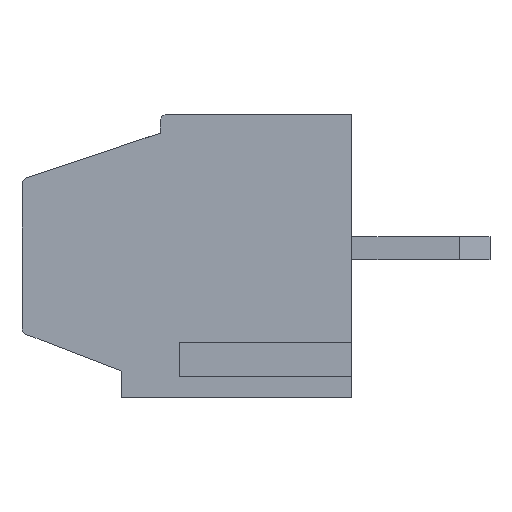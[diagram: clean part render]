
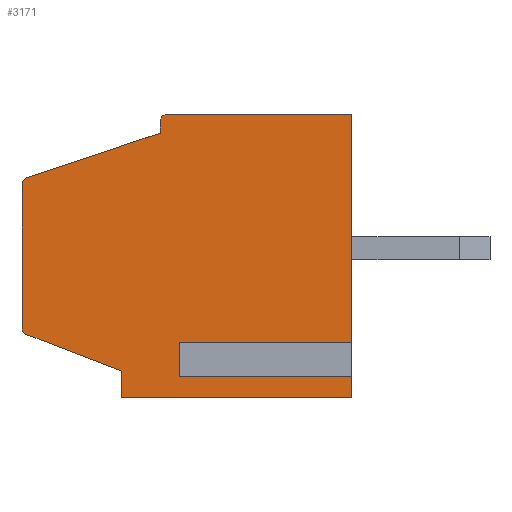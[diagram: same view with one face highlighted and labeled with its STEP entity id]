
A CAD part, left-side view. The second image highlights one B-rep face of the part: STEP entity #3171.
In plain terms, the highlighted planar face has unit normal (-1, 0, 0).
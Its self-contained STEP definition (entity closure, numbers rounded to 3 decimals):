
#116 = VERTEX_POINT ( 'NONE', #23131 ) ;
#1036 = CARTESIAN_POINT ( 'NONE',  ( 0., 4.5, 0.732 ) ) ;
#1141 = CARTESIAN_POINT ( 'NONE',  ( 0., 5., 6.9 ) ) ;
#1159 = CARTESIAN_POINT ( 'NONE',  ( 0., 0., 1.268 ) ) ;
#1278 = VECTOR ( 'NONE', #10874, 1000. ) ;
#1317 = DIRECTION ( 'NONE',  ( 0., -1., 0. ) ) ;
#1642 = VERTEX_POINT ( 'NONE', #13015 ) ;
#1652 = ORIENTED_EDGE ( 'NONE', *, *, #23558, .T. ) ;
#2131 = DIRECTION ( 'NONE',  ( 0., 0., 1. ) ) ;
#2370 = LINE ( 'NONE', #23061, #9966 ) ;
#2486 = VERTEX_POINT ( 'NONE', #13697 ) ;
#2508 = VECTOR ( 'NONE', #30442, 1000. ) ;
#3171 = ADVANCED_FACE ( 'NONE', ( #6333 ), #24319, .F. ) ;
#3532 = ORIENTED_EDGE ( 'NONE', *, *, #5648, .F. ) ;
#3765 = ORIENTED_EDGE ( 'NONE', *, *, #8093, .F. ) ;
#3822 = VECTOR ( 'NONE', #1317, 1000. ) ;
#3937 = AXIS2_PLACEMENT_3D ( 'NONE', #26885, #9056, #19341 ) ;
#4286 = DIRECTION ( 'NONE',  ( 0., 0.933, 0.359 ) ) ;
#4571 = DIRECTION ( 'NONE',  ( 0., -1., 0. ) ) ;
#4642 = CARTESIAN_POINT ( 'NONE',  ( 0., 0., 7.4 ) ) ;
#4941 = ORIENTED_EDGE ( 'NONE', *, *, #15843, .F. ) ;
#5621 = VERTEX_POINT ( 'NONE', #15018 ) ;
#5648 = EDGE_CURVE ( 'NONE', #5621, #12110, #25550, .T. ) ;
#6333 = FACE_OUTER_BOUND ( 'NONE', #26390, .T. ) ;
#6765 = ORIENTED_EDGE ( 'NONE', *, *, #26053, .T. ) ;
#7220 = LINE ( 'NONE', #24867, #18972 ) ;
#7344 = LINE ( 'NONE', #15460, #30981 ) ;
#8093 = EDGE_CURVE ( 'NONE', #2486, #28587, #7344, .T. ) ;
#8131 = VERTEX_POINT ( 'NONE', #30534 ) ;
#8562 = ORIENTED_EDGE ( 'NONE', *, *, #21611, .F. ) ;
#8588 = EDGE_CURVE ( 'NONE', #116, #29645, #13420, .T. ) ;
#8681 = DIRECTION ( 'NONE',  ( -1., 0., 0. ) ) ;
#9056 = DIRECTION ( 'NONE',  ( -1., 0., 0. ) ) ;
#9205 = CARTESIAN_POINT ( 'NONE',  ( 0., 0., 7.4 ) ) ;
#9966 = VECTOR ( 'NONE', #4571, 1000. ) ;
#10643 = CARTESIAN_POINT ( 'NONE',  ( 0., 6., 0.7 ) ) ;
#10874 = DIRECTION ( 'NONE',  ( 0., -1., 0. ) ) ;
#11008 = CARTESIAN_POINT ( 'NONE',  ( 0., 0., 0.732 ) ) ;
#11481 = EDGE_CURVE ( 'NONE', #28303, #21890, #33026, .T. ) ;
#11771 = CARTESIAN_POINT ( 'NONE',  ( 0., 8.6, 7.4 ) ) ;
#12110 = VERTEX_POINT ( 'NONE', #29037 ) ;
#12463 = AXIS2_PLACEMENT_3D ( 'NONE', #24215, #29130, #31840 ) ;
#12596 = EDGE_CURVE ( 'NONE', #24358, #12110, #14612, .T. ) ;
#13015 = CARTESIAN_POINT ( 'NONE',  ( 0., 4.5, 0.732 ) ) ;
#13089 = CARTESIAN_POINT ( 'NONE',  ( 0., 8.6, 5.7 ) ) ;
#13420 = LINE ( 'NONE', #23778, #1278 ) ;
#13697 = CARTESIAN_POINT ( 'NONE',  ( 0., 4.8, 7.4 ) ) ;
#13712 = CIRCLE ( 'NONE', #3937, 0.2 ) ;
#13785 = LINE ( 'NONE', #9205, #17009 ) ;
#13945 = ORIENTED_EDGE ( 'NONE', *, *, #27778, .T. ) ;
#13953 = EDGE_CURVE ( 'NONE', #27900, #26870, #29441, .T. ) ;
#14113 = ORIENTED_EDGE ( 'NONE', *, *, #19897, .F. ) ;
#14612 = CIRCLE ( 'NONE', #12463, 0.2 ) ;
#15018 = CARTESIAN_POINT ( 'NONE',  ( 0., 8.6, 1.837 ) ) ;
#15460 = CARTESIAN_POINT ( 'NONE',  ( 0., 8.6, 7.4 ) ) ;
#15738 = ORIENTED_EDGE ( 'NONE', *, *, #12596, .T. ) ;
#15843 = EDGE_CURVE ( 'NONE', #24358, #28303, #20881, .T. ) ;
#15860 = EDGE_CURVE ( 'NONE', #5621, #8131, #26101, .T. ) ;
#16179 = VECTOR ( 'NONE', #4286, 1000. ) ;
#16582 = ORIENTED_EDGE ( 'NONE', *, *, #13953, .T. ) ;
#17009 = VECTOR ( 'NONE', #19329, 1000. ) ;
#17507 = DIRECTION ( 'NONE',  ( 0., 0., 1. ) ) ;
#17896 = EDGE_CURVE ( 'NONE', #1642, #32228, #2370, .T. ) ;
#17960 = CARTESIAN_POINT ( 'NONE',  ( 0., 8.463, 5.746 ) ) ;
#18972 = VECTOR ( 'NONE', #17507, 1000. ) ;
#19329 = DIRECTION ( 'NONE',  ( 0., 0., 1. ) ) ;
#19341 = DIRECTION ( 'NONE',  ( 0., 0., -1. ) ) ;
#19353 = DIRECTION ( 'NONE',  ( 1., 0., 0. ) ) ;
#19609 = ORIENTED_EDGE ( 'NONE', *, *, #17896, .F. ) ;
#19897 = EDGE_CURVE ( 'NONE', #27900, #1642, #22201, .T. ) ;
#19926 = ORIENTED_EDGE ( 'NONE', *, *, #33558, .F. ) ;
#20067 = CARTESIAN_POINT ( 'NONE',  ( 0., 5., 6.9 ) ) ;
#20881 = LINE ( 'NONE', #13089, #25555 ) ;
#21611 = EDGE_CURVE ( 'NONE', #116, #25926, #30990, .T. ) ;
#21890 = VERTEX_POINT ( 'NONE', #29737 ) ;
#21970 = VECTOR ( 'NONE', #24786, 1000. ) ;
#22201 = LINE ( 'NONE', #1036, #21970 ) ;
#23061 = CARTESIAN_POINT ( 'NONE',  ( 0., 5.53, 0.732 ) ) ;
#23131 = CARTESIAN_POINT ( 'NONE',  ( 0., 6., 0. ) ) ;
#23558 = EDGE_CURVE ( 'NONE', #29645, #32228, #7220, .T. ) ;
#23668 = CARTESIAN_POINT ( 'NONE',  ( 0., 6., 0.7 ) ) ;
#23778 = CARTESIAN_POINT ( 'NONE',  ( 0., 8.6, 0. ) ) ;
#23904 = VECTOR ( 'NONE', #2131, 1000. ) ;
#24215 = CARTESIAN_POINT ( 'NONE',  ( 0., 8.4, 5.556 ) ) ;
#24319 = PLANE ( 'NONE',  #25457 ) ;
#24358 = VERTEX_POINT ( 'NONE', #17960 ) ;
#24669 = CARTESIAN_POINT ( 'NONE',  ( 0., 8.6, 1.7 ) ) ;
#24704 = VECTOR ( 'NONE', #28633, 1000. ) ;
#24786 = DIRECTION ( 'NONE',  ( 0., 0., -1. ) ) ;
#24867 = CARTESIAN_POINT ( 'NONE',  ( 0., 0., 7.4 ) ) ;
#25457 = AXIS2_PLACEMENT_3D ( 'NONE', #11771, #19353, #29723 ) ;
#25550 = LINE ( 'NONE', #25872, #23904 ) ;
#25555 = VECTOR ( 'NONE', #26009, 1000. ) ;
#25820 = DIRECTION ( 'NONE',  ( 0., -1., 0. ) ) ;
#25872 = CARTESIAN_POINT ( 'NONE',  ( 0., 8.6, 7.4 ) ) ;
#25926 = VERTEX_POINT ( 'NONE', #23668 ) ;
#26009 = DIRECTION ( 'NONE',  ( 0., -0.949, 0.316 ) ) ;
#26053 = EDGE_CURVE ( 'NONE', #2486, #21890, #13712, .T. ) ;
#26101 = CIRCLE ( 'NONE', #30920, 0.2 ) ;
#26167 = CARTESIAN_POINT ( 'NONE',  ( 0., 8.4, 1.837 ) ) ;
#26390 = EDGE_LOOP ( 'NONE', ( #3765, #6765, #29352, #4941, #15738, #3532, #32474, #19926, #8562, #29874, #1652, #19609, #14113, #16582, #13945 ) ) ;
#26419 = CARTESIAN_POINT ( 'NONE',  ( 0., 0., 0. ) ) ;
#26870 = VERTEX_POINT ( 'NONE', #1159 ) ;
#26885 = CARTESIAN_POINT ( 'NONE',  ( 0., 4.8, 7.2 ) ) ;
#27284 = CARTESIAN_POINT ( 'NONE',  ( 0., 5.53, 1.268 ) ) ;
#27568 = LINE ( 'NONE', #24669, #16179 ) ;
#27778 = EDGE_CURVE ( 'NONE', #26870, #28587, #13785, .T. ) ;
#27900 = VERTEX_POINT ( 'NONE', #28033 ) ;
#28033 = CARTESIAN_POINT ( 'NONE',  ( 0., 4.5, 1.268 ) ) ;
#28303 = VERTEX_POINT ( 'NONE', #1141 ) ;
#28587 = VERTEX_POINT ( 'NONE', #4642 ) ;
#28633 = DIRECTION ( 'NONE',  ( 0., 0., 1. ) ) ;
#29019 = DIRECTION ( 'NONE',  ( 0., 0., -1. ) ) ;
#29037 = CARTESIAN_POINT ( 'NONE',  ( 0., 8.6, 5.556 ) ) ;
#29130 = DIRECTION ( 'NONE',  ( -1., 0., 0. ) ) ;
#29352 = ORIENTED_EDGE ( 'NONE', *, *, #11481, .F. ) ;
#29441 = LINE ( 'NONE', #27284, #3822 ) ;
#29645 = VERTEX_POINT ( 'NONE', #26419 ) ;
#29723 = DIRECTION ( 'NONE',  ( 0., 0., -1. ) ) ;
#29737 = CARTESIAN_POINT ( 'NONE',  ( 0., 5., 7.2 ) ) ;
#29874 = ORIENTED_EDGE ( 'NONE', *, *, #8588, .T. ) ;
#30442 = DIRECTION ( 'NONE',  ( 0., 0., 1. ) ) ;
#30534 = CARTESIAN_POINT ( 'NONE',  ( 0., 8.472, 1.651 ) ) ;
#30920 = AXIS2_PLACEMENT_3D ( 'NONE', #26167, #8681, #29019 ) ;
#30981 = VECTOR ( 'NONE', #25820, 1000. ) ;
#30990 = LINE ( 'NONE', #10643, #24704 ) ;
#31840 = DIRECTION ( 'NONE',  ( 0., 0., -1. ) ) ;
#32228 = VERTEX_POINT ( 'NONE', #11008 ) ;
#32474 = ORIENTED_EDGE ( 'NONE', *, *, #15860, .T. ) ;
#33026 = LINE ( 'NONE', #20067, #2508 ) ;
#33558 = EDGE_CURVE ( 'NONE', #25926, #8131, #27568, .T. ) ;
